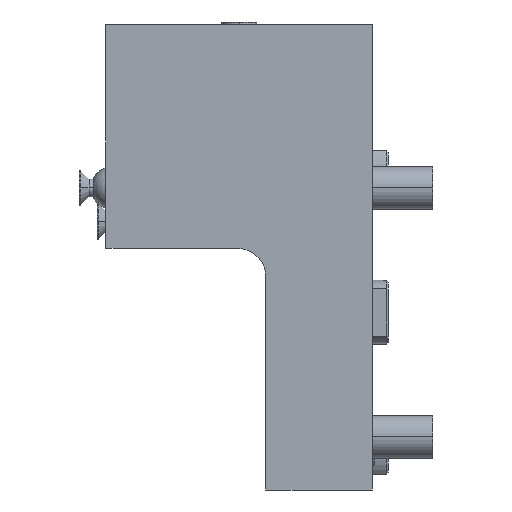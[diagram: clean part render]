
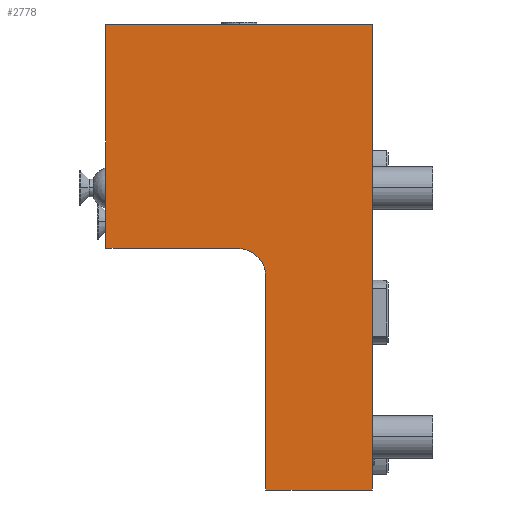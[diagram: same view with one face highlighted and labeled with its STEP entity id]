
A CAD part, front view. The second image highlights one B-rep face of the part: STEP entity #2778.
In plain terms, the highlighted planar face has unit normal (0, -1, 0).
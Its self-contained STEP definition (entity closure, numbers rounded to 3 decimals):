
#49=DIRECTION('',(0.,0.,1.));
#50=VECTOR('',#49,131.);
#51=CARTESIAN_POINT('',(0.,-47.5,-50.));
#52=LINE('',#51,#50);
#277=DIRECTION('',(0.,0.,1.));
#278=VECTOR('',#277,63.);
#279=CARTESIAN_POINT('',(-75.,-47.5,18.));
#280=LINE('',#279,#278);
#498=CARTESIAN_POINT('',(-38.,-47.5,10.));
#499=DIRECTION('',(0.,1.,0.));
#500=DIRECTION('',(0.,0.,1.));
#501=AXIS2_PLACEMENT_3D('',#498,#499,#500);
#601=DIRECTION('',(0.,0.,1.));
#602=VECTOR('',#601,60.);
#603=CARTESIAN_POINT('',(-30.,-47.5,-50.));
#604=LINE('',#603,#602);
#605=DIRECTION('',(1.,0.,0.));
#606=VECTOR('',#605,37.);
#607=CARTESIAN_POINT('',(-75.,-47.5,18.));
#608=LINE('',#607,#606);
#609=DIRECTION('',(-1.,0.,0.));
#610=VECTOR('',#609,30.);
#611=CARTESIAN_POINT('',(0.,-47.5,-50.));
#612=LINE('',#611,#610);
#639=DIRECTION('',(-1.,0.,0.));
#640=VECTOR('',#639,75.);
#641=CARTESIAN_POINT('',(0.,-47.5,81.));
#642=LINE('',#641,#640);
#1701=CARTESIAN_POINT('',(0.,-47.5,-50.));
#1702=VERTEX_POINT('',#1701);
#1703=CARTESIAN_POINT('',(0.,-47.5,81.));
#1704=VERTEX_POINT('',#1703);
#1707=CARTESIAN_POINT('',(-75.,-47.5,81.));
#1708=VERTEX_POINT('',#1707);
#1724=CARTESIAN_POINT('',(-75.,-47.5,18.));
#1726=VERTEX_POINT('',#1724);
#1728=CARTESIAN_POINT('',(-30.,-47.5,-50.));
#1730=VERTEX_POINT('',#1728);
#1732=CARTESIAN_POINT('',(-30.,-47.5,10.));
#1734=VERTEX_POINT('',#1732);
#1736=CARTESIAN_POINT('',(-38.,-47.5,18.));
#1738=VERTEX_POINT('',#1736);
#2762=CARTESIAN_POINT('',(0.,-47.5,-50.));
#2763=DIRECTION('',(0.,-1.,0.));
#2764=DIRECTION('',(0.,0.,1.));
#2765=AXIS2_PLACEMENT_3D('',#2762,#2763,#2764);
#2766=PLANE('',#2765);
#2767=ORIENTED_EDGE('',*,*,#2704,.T.);
#2768=ORIENTED_EDGE('',*,*,#2693,.F.);
#2769=ORIENTED_EDGE('',*,*,#2679,.F.);
#2770=ORIENTED_EDGE('',*,*,#2356,.T.);
#2772=ORIENTED_EDGE('',*,*,#2771,.F.);
#2773=ORIENTED_EDGE('',*,*,#2195,.F.);
#2775=ORIENTED_EDGE('',*,*,#2774,.T.);
#2776=EDGE_LOOP('',(#2767,#2768,#2769,#2770,#2772,#2773,#2775));
#2777=FACE_OUTER_BOUND('',#2776,.F.);
#2778=ADVANCED_FACE('',(#2777),#2766,.T.);
#502=CIRCLE('',#501,8.);
#2195=EDGE_CURVE('',#1702,#1704,#52,.T.);
#2356=EDGE_CURVE('',#1726,#1708,#280,.T.);
#2679=EDGE_CURVE('',#1726,#1738,#608,.T.);
#2693=EDGE_CURVE('',#1738,#1734,#502,.T.);
#2704=EDGE_CURVE('',#1730,#1734,#604,.T.);
#2771=EDGE_CURVE('',#1704,#1708,#642,.T.);
#2774=EDGE_CURVE('',#1702,#1730,#612,.T.);
